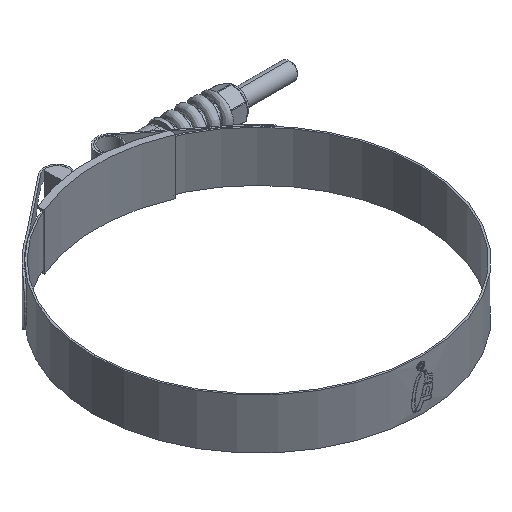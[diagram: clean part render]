
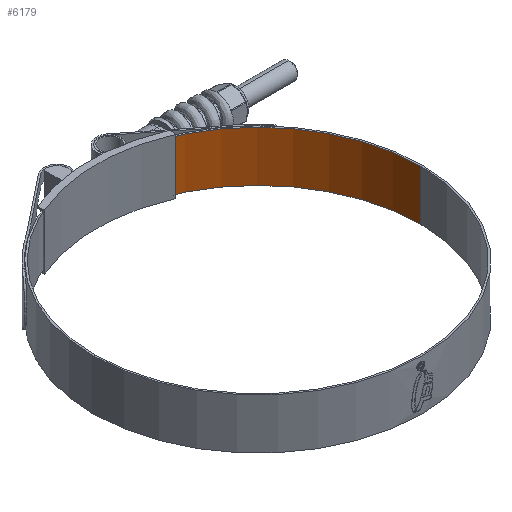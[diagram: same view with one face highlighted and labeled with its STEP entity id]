
A CAD part, isometric view. The second image highlights one B-rep face of the part: STEP entity #6179.
In plain terms, the highlighted cylindrical face has radius 61.85 mm (diameter 123.7 mm), a partial arc.
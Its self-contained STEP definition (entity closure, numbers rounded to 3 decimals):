
#89 = AXIS2_PLACEMENT_3D ( 'NONE', #1911, #7050, #15959 ) ;
#184 = CARTESIAN_POINT ( 'NONE',  ( 0., 0., -9.55 ) ) ;
#543 = CARTESIAN_POINT ( 'NONE',  ( 9.252, 61.154, 9.55 ) ) ;
#1724 = CARTESIAN_POINT ( 'NONE',  ( 61.85, 0., 9.55 ) ) ;
#1898 = DIRECTION ( 'NONE',  ( 0., 0., -1. ) ) ;
#1904 = EDGE_CURVE ( 'NONE', #12594, #4802, #3003, .T. ) ;
#1911 = CARTESIAN_POINT ( 'NONE',  ( 0., 0., 9.55 ) ) ;
#2779 = VECTOR ( 'NONE', #7124, 1000. ) ;
#2939 = EDGE_CURVE ( 'NONE', #12594, #15157, #12428, .T. ) ;
#3003 = LINE ( 'NONE', #543, #2779 ) ;
#3202 = DIRECTION ( 'NONE',  ( -1., 0., 0. ) ) ;
#3544 = EDGE_CURVE ( 'NONE', #4802, #7788, #4871, .T. ) ;
#3819 = ORIENTED_EDGE ( 'NONE', *, *, #1904, .T. ) ;
#4076 = AXIS2_PLACEMENT_3D ( 'NONE', #184, #4310, #7782 ) ;
#4310 = DIRECTION ( 'NONE',  ( 0., 0., -1. ) ) ;
#4733 = DIRECTION ( 'NONE',  ( 0., 0., -1. ) ) ;
#4802 = VERTEX_POINT ( 'NONE', #16055 ) ;
#4871 = CIRCLE ( 'NONE', #4076, 61.85 ) ;
#5329 = ORIENTED_EDGE ( 'NONE', *, *, #2939, .F. ) ;
#5859 = LINE ( 'NONE', #8376, #12480 ) ;
#5904 = CYLINDRICAL_SURFACE ( 'NONE', #15031, 61.85 ) ;
#6179 = ADVANCED_FACE ( 'NONE', ( #11088 ), #5904, .F. ) ;
#6241 = ORIENTED_EDGE ( 'NONE', *, *, #3544, .T. ) ;
#7050 = DIRECTION ( 'NONE',  ( 0., 0., -1. ) ) ;
#7124 = DIRECTION ( 'NONE',  ( 0., 0., -1. ) ) ;
#7782 = DIRECTION ( 'NONE',  ( -1., 0., 0. ) ) ;
#7788 = VERTEX_POINT ( 'NONE', #13491 ) ;
#8376 = CARTESIAN_POINT ( 'NONE',  ( 61.85, 0., 9.55 ) ) ;
#9601 = CARTESIAN_POINT ( 'NONE',  ( 9.252, 61.154, 9.55 ) ) ;
#11088 = FACE_OUTER_BOUND ( 'NONE', #13713, .T. ) ;
#12253 = CARTESIAN_POINT ( 'NONE',  ( 0., 0., 9.55 ) ) ;
#12351 = EDGE_CURVE ( 'NONE', #15157, #7788, #5859, .T. ) ;
#12428 = CIRCLE ( 'NONE', #89, 61.85 ) ;
#12480 = VECTOR ( 'NONE', #1898, 1000. ) ;
#12594 = VERTEX_POINT ( 'NONE', #9601 ) ;
#13491 = CARTESIAN_POINT ( 'NONE',  ( 61.85, 0., -9.55 ) ) ;
#13713 = EDGE_LOOP ( 'NONE', ( #13882, #5329, #3819, #6241 ) ) ;
#13882 = ORIENTED_EDGE ( 'NONE', *, *, #12351, .F. ) ;
#15031 = AXIS2_PLACEMENT_3D ( 'NONE', #12253, #4733, #3202 ) ;
#15157 = VERTEX_POINT ( 'NONE', #1724 ) ;
#15959 = DIRECTION ( 'NONE',  ( -1., 0., 0. ) ) ;
#16055 = CARTESIAN_POINT ( 'NONE',  ( 9.252, 61.154, -9.55 ) ) ;
